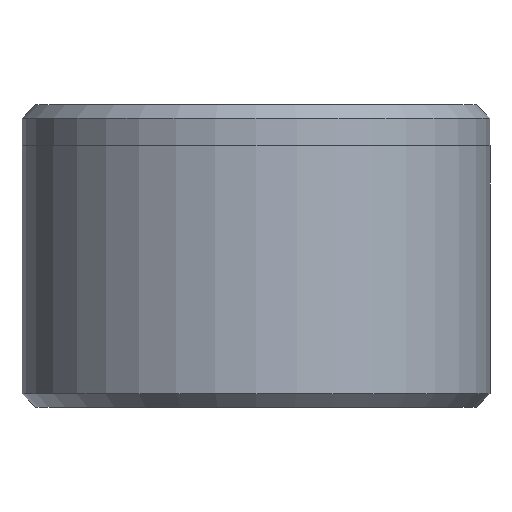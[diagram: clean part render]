
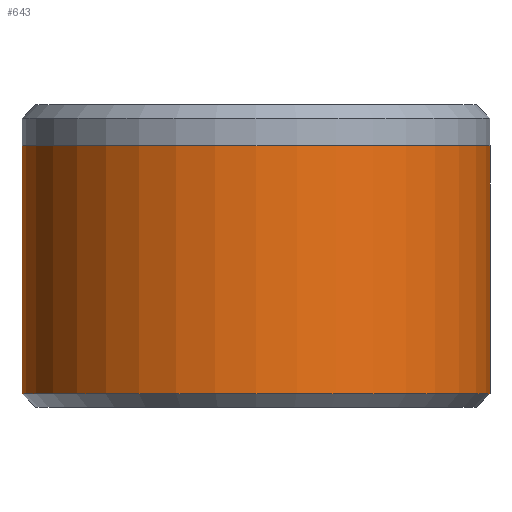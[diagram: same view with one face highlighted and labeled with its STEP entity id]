
A CAD part, front view. The second image highlights one B-rep face of the part: STEP entity #643.
In plain terms, the highlighted cylindrical face has radius 17 mm (diameter 34 mm), a partial arc.
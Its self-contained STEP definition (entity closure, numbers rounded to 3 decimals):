
#5 = VERTEX_POINT ( 'NONE', #1958 ) ;
#91 = AXIS2_PLACEMENT_3D ( 'NONE', #1069, #597, #1363 ) ;
#137 = EDGE_CURVE ( 'NONE', #185, #1047, #1691, .T. ) ;
#151 = LINE ( 'NONE', #1312, #555 ) ;
#185 = VERTEX_POINT ( 'NONE', #225 ) ;
#212 = VERTEX_POINT ( 'NONE', #1738 ) ;
#225 = CARTESIAN_POINT ( 'NONE',  ( 17., 0., 19. ) ) ;
#232 = CARTESIAN_POINT ( 'NONE',  ( 17., 0., 22. ) ) ;
#296 = ORIENTED_EDGE ( 'NONE', *, *, #845, .T. ) ;
#321 = ORIENTED_EDGE ( 'NONE', *, *, #932, .F. ) ;
#363 = DIRECTION ( 'NONE',  ( 0., 0., -1. ) ) ;
#420 = CIRCLE ( 'NONE', #745, 17. ) ;
#513 = AXIS2_PLACEMENT_3D ( 'NONE', #1571, #1644, #813 ) ;
#555 = VECTOR ( 'NONE', #1439, 1000. ) ;
#597 = DIRECTION ( 'NONE',  ( 0., 0., 1. ) ) ;
#643 = ADVANCED_FACE ( 'NONE', ( #1556 ), #1460, .T. ) ;
#745 = AXIS2_PLACEMENT_3D ( 'NONE', #869, #1632, #1310 ) ;
#813 = DIRECTION ( 'NONE',  ( -1., 0., 0. ) ) ;
#845 = EDGE_CURVE ( 'NONE', #5, #212, #151, .T. ) ;
#869 = CARTESIAN_POINT ( 'NONE',  ( 0., 0., 1. ) ) ;
#919 = CARTESIAN_POINT ( 'NONE',  ( 17., 0., 1. ) ) ;
#928 = CIRCLE ( 'NONE', #91, 17. ) ;
#932 = EDGE_CURVE ( 'NONE', #5, #185, #928, .T. ) ;
#1047 = VERTEX_POINT ( 'NONE', #919 ) ;
#1069 = CARTESIAN_POINT ( 'NONE',  ( 0., 0., 19. ) ) ;
#1310 = DIRECTION ( 'NONE',  ( 1., 0., 0. ) ) ;
#1312 = CARTESIAN_POINT ( 'NONE',  ( -17., 0., 22. ) ) ;
#1363 = DIRECTION ( 'NONE',  ( 1., 0., 0. ) ) ;
#1439 = DIRECTION ( 'NONE',  ( 0., 0., -1. ) ) ;
#1460 = CYLINDRICAL_SURFACE ( 'NONE', #513, 17. ) ;
#1523 = ORIENTED_EDGE ( 'NONE', *, *, #137, .F. ) ;
#1540 = ORIENTED_EDGE ( 'NONE', *, *, #1734, .T. ) ;
#1556 = FACE_OUTER_BOUND ( 'NONE', #1710, .T. ) ;
#1571 = CARTESIAN_POINT ( 'NONE',  ( 0., 0., 22. ) ) ;
#1632 = DIRECTION ( 'NONE',  ( 0., 0., 1. ) ) ;
#1644 = DIRECTION ( 'NONE',  ( 0., 0., -1. ) ) ;
#1691 = LINE ( 'NONE', #232, #2009 ) ;
#1710 = EDGE_LOOP ( 'NONE', ( #1523, #321, #296, #1540 ) ) ;
#1734 = EDGE_CURVE ( 'NONE', #212, #1047, #420, .T. ) ;
#1738 = CARTESIAN_POINT ( 'NONE',  ( -17., 0., 1. ) ) ;
#1958 = CARTESIAN_POINT ( 'NONE',  ( -17., 0., 19. ) ) ;
#2009 = VECTOR ( 'NONE', #363, 1000. ) ;
